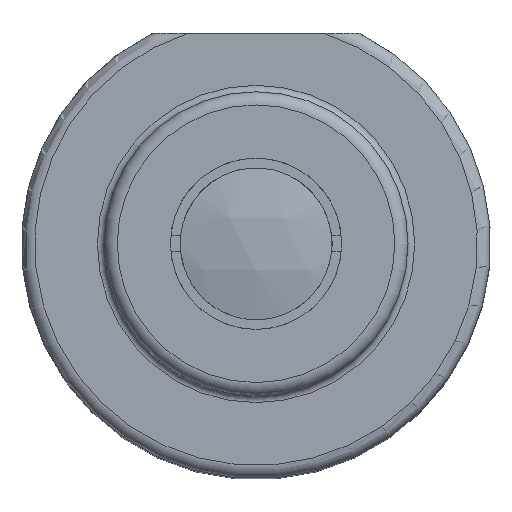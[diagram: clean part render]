
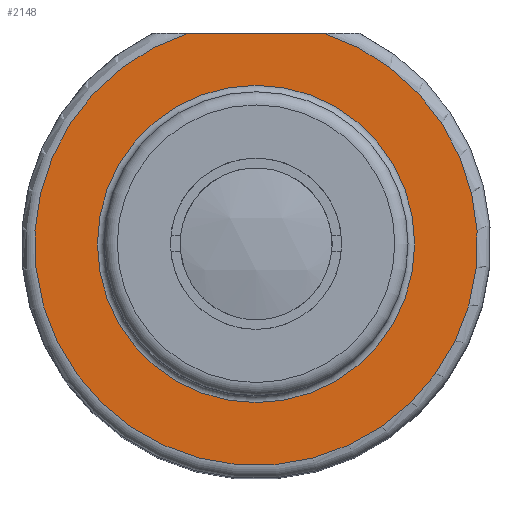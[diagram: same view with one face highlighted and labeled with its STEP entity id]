
A CAD part, top view. The second image highlights one B-rep face of the part: STEP entity #2148.
In plain terms, the highlighted planar face has unit normal (0, 0, 1).
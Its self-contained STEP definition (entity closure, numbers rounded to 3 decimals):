
#128=LINE('',#9494,#182);
#182=VECTOR('',#2943,10.);
#356=FACE_BOUND('',#705,.T.);
#485=FACE_OUTER_BOUND('',#704,.T.);
#704=EDGE_LOOP('',(#1740,#1741));
#705=EDGE_LOOP('',(#1742));
#854=CIRCLE('',#2405,12.);
#855=CIRCLE('',#2407,16.75);
#1049=VERTEX_POINT('',#9489);
#1050=VERTEX_POINT('',#9492);
#1051=VERTEX_POINT('',#9493);
#1285=EDGE_CURVE('',#1049,#1049,#854,.T.);
#1286=EDGE_CURVE('',#1050,#1051,#128,.T.);
#1287=EDGE_CURVE('',#1050,#1051,#855,.T.);
#1740=ORIENTED_EDGE('',*,*,#1286,.T.);
#1741=ORIENTED_EDGE('',*,*,#1287,.F.);
#1742=ORIENTED_EDGE('',*,*,#1285,.F.);
#1876=PLANE('',#2406);
#2148=ADVANCED_FACE('',(#485,#356),#1876,.T.);
#2405=AXIS2_PLACEMENT_3D('',#9490,#2939,#2940);
#2406=AXIS2_PLACEMENT_3D('',#9491,#2941,#2942);
#2407=AXIS2_PLACEMENT_3D('',#9495,#2944,#2945);
#2939=DIRECTION('center_axis',(0.,0.,
1.));
#2940=DIRECTION('ref_axis',(0.,1.,0.));
#2941=DIRECTION('center_axis',(0.,0.,
1.));
#2942=DIRECTION('ref_axis',(-1.,0.,0.));
#2943=DIRECTION('',(-1.,0.,0.));
#2944=DIRECTION('center_axis',(0.,0.,
-1.));
#2945=DIRECTION('ref_axis',(0.,1.,0.));
#9489=CARTESIAN_POINT('',(0.,-12.,-10.));
#9490=CARTESIAN_POINT('Origin',(0.,0.,
-10.));
#9491=CARTESIAN_POINT('Origin',(0.,-17.75,-10.));
#9492=CARTESIAN_POINT('',(5.115,15.95,-10.));
#9493=CARTESIAN_POINT('',(-5.115,15.95,-10.));
#9494=CARTESIAN_POINT('',(-8.875,15.95,-10.));
#9495=CARTESIAN_POINT('Origin',(0.,0.,
-10.));
